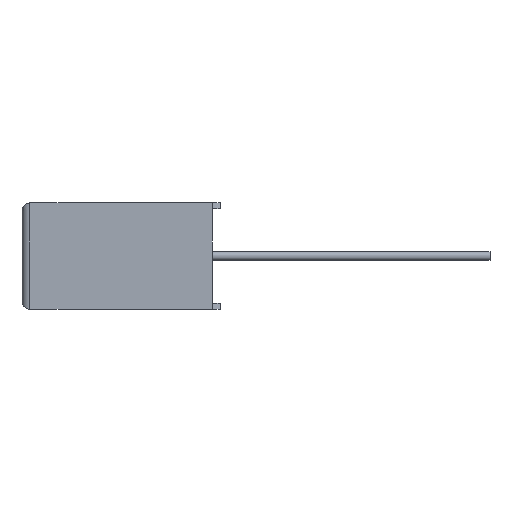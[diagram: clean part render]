
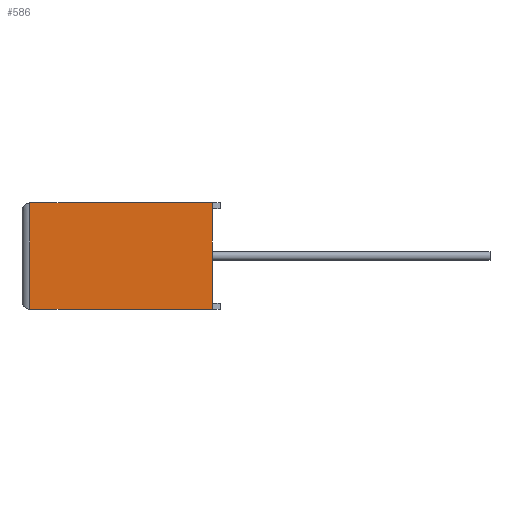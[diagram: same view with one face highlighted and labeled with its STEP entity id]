
A CAD part, left-side view. The second image highlights one B-rep face of the part: STEP entity #586.
In plain terms, the highlighted planar face has unit normal (-1, 0, 0).
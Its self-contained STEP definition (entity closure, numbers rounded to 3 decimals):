
#5 = DIRECTION ( 'NONE',  ( 0., 0., -1. ) ) ;
#56 = ORIENTED_EDGE ( 'NONE', *, *, #169, .F. ) ;
#115 = LINE ( 'NONE', #1871, #200 ) ;
#142 = EDGE_LOOP ( 'NONE', ( #56, #1099, #1598, #1503 ) ) ;
#169 = EDGE_CURVE ( 'NONE', #208, #924, #2780, .T. ) ;
#200 = VECTOR ( 'NONE', #2870, 1000. ) ;
#208 = VERTEX_POINT ( 'NONE', #464 ) ;
#464 = CARTESIAN_POINT ( 'NONE',  ( 0., 11.5, 6.7 ) ) ;
#575 = VERTEX_POINT ( 'NONE', #1457 ) ;
#586 = ADVANCED_FACE ( 'NONE', ( #1203 ), #2200, .F. ) ;
#775 = EDGE_CURVE ( 'NONE', #924, #575, #115, .T. ) ;
#777 = AXIS2_PLACEMENT_3D ( 'NONE', #1770, #1581, #2769 ) ;
#924 = VERTEX_POINT ( 'NONE', #2429 ) ;
#1001 = EDGE_CURVE ( 'NONE', #208, #2843, #2076, .T. ) ;
#1029 = CARTESIAN_POINT ( 'NONE',  ( 0., 0., 6.7 ) ) ;
#1052 = LINE ( 'NONE', #2064, #2623 ) ;
#1099 = ORIENTED_EDGE ( 'NONE', *, *, #1001, .T. ) ;
#1203 = FACE_OUTER_BOUND ( 'NONE', #142, .T. ) ;
#1377 = VECTOR ( 'NONE', #3009, 1000. ) ;
#1457 = CARTESIAN_POINT ( 'NONE',  ( 0., 0., 0. ) ) ;
#1503 = ORIENTED_EDGE ( 'NONE', *, *, #775, .F. ) ;
#1581 = DIRECTION ( 'NONE',  ( 1., 0., 0. ) ) ;
#1582 = EDGE_CURVE ( 'NONE', #2843, #575, #1052, .T. ) ;
#1598 = ORIENTED_EDGE ( 'NONE', *, *, #1582, .T. ) ;
#1728 = VECTOR ( 'NONE', #5, 1000. ) ;
#1770 = CARTESIAN_POINT ( 'NONE',  ( 0., 0., 6.7 ) ) ;
#1871 = CARTESIAN_POINT ( 'NONE',  ( 0., 0., 6.7 ) ) ;
#2064 = CARTESIAN_POINT ( 'NONE',  ( 0., 0., 0. ) ) ;
#2076 = LINE ( 'NONE', #2831, #1728 ) ;
#2200 = PLANE ( 'NONE',  #777 ) ;
#2208 = CARTESIAN_POINT ( 'NONE',  ( 0., 11.5, 0. ) ) ;
#2429 = CARTESIAN_POINT ( 'NONE',  ( 0., 0., 6.7 ) ) ;
#2623 = VECTOR ( 'NONE', #3065, 1000. ) ;
#2769 = DIRECTION ( 'NONE',  ( 0., 0., -1. ) ) ;
#2780 = LINE ( 'NONE', #1029, #1377 ) ;
#2831 = CARTESIAN_POINT ( 'NONE',  ( 0., 11.5, 6.7 ) ) ;
#2843 = VERTEX_POINT ( 'NONE', #2208 ) ;
#2870 = DIRECTION ( 'NONE',  ( 0., 0., -1. ) ) ;
#3009 = DIRECTION ( 'NONE',  ( 0., -1., 0. ) ) ;
#3065 = DIRECTION ( 'NONE',  ( 0., -1., 0. ) ) ;
